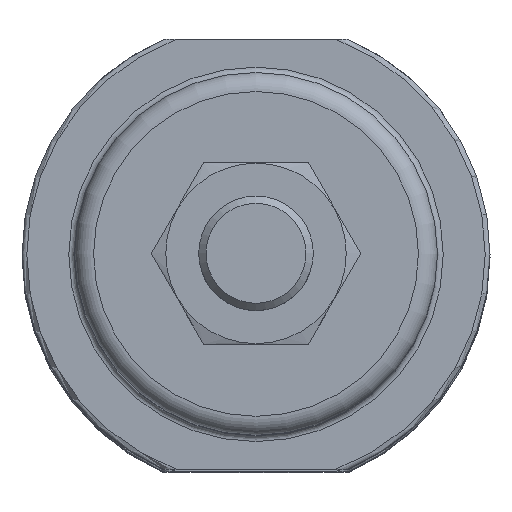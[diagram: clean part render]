
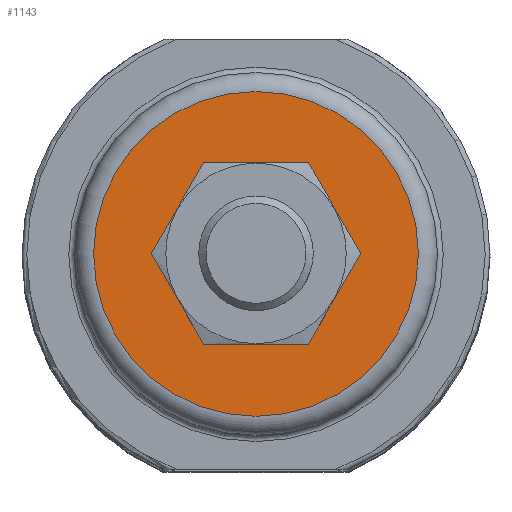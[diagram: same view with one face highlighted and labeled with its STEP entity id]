
A CAD part, top view. The second image highlights one B-rep face of the part: STEP entity #1143.
In plain terms, the highlighted planar face has unit normal (0, 0, 1).
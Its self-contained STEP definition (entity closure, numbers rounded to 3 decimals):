
#65=PLANE('',#1301);
#387=ORIENTED_EDGE('',*,*,#598,.F.);
#388=ORIENTED_EDGE('',*,*,#599,.T.);
#598=EDGE_CURVE('',#722,#722,#809,.T.);
#599=EDGE_CURVE('',#723,#723,#810,.T.);
#722=VERTEX_POINT('',#2041);
#723=VERTEX_POINT('',#2043);
#809=CIRCLE('',#1302,17.);
#810=CIRCLE('',#1303,8.);
#896=EDGE_LOOP('',(#387));
#897=EDGE_LOOP('',(#388));
#1021=FACE_BOUND('',#896,.T.);
#1022=FACE_BOUND('',#897,.T.);
#1143=ADVANCED_FACE('',(#1021,#1022),#65,.F.);
#1301=AXIS2_PLACEMENT_3D('',#2039,#1558,#1559);
#1302=AXIS2_PLACEMENT_3D('',#2040,#1560,#1561);
#1303=AXIS2_PLACEMENT_3D('',#2042,#1562,#1563);
#1558=DIRECTION('',(0.,0.,-1.));
#1559=DIRECTION('',(0.,1.,0.));
#1560=DIRECTION('',(0.,0.,-1.));
#1561=DIRECTION('',(0.,1.,0.));
#1562=DIRECTION('',(0.,0.,-1.));
#1563=DIRECTION('',(-1.,0.,0.));
#2039=CARTESIAN_POINT('',(0.,0.,28.2));
#2040=CARTESIAN_POINT('',(0.,0.,28.2));
#2041=CARTESIAN_POINT('',(0.,17.,28.2));
#2042=CARTESIAN_POINT('',(0.,0.,28.2));
#2043=CARTESIAN_POINT('',(-8.,0.,28.2));
